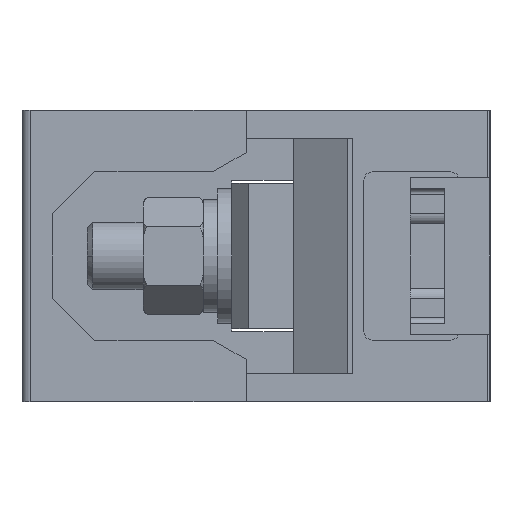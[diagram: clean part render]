
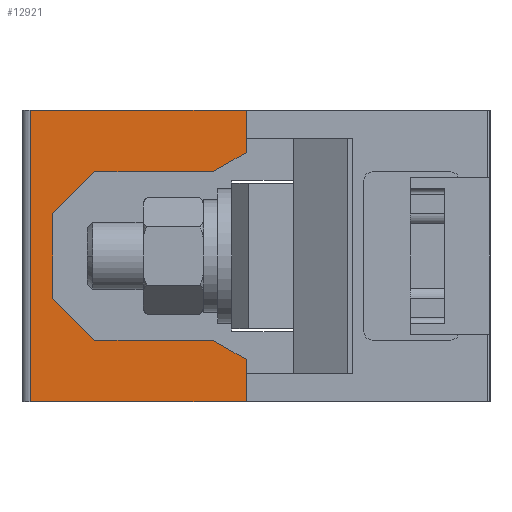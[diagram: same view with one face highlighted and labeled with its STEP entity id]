
A CAD part, left-side view. The second image highlights one B-rep face of the part: STEP entity #12921.
In plain terms, the highlighted planar face has unit normal (-1, 0, 0).
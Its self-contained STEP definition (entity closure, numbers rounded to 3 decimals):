
#593=DIRECTION('',(0.,-1.,0.));
#594=VECTOR('',#593,38.5);
#595=CARTESIAN_POINT('',(19.62,125.048,0.));
#596=LINE('',#595,#594);
#1229=DIRECTION('',(0.,0.,1.));
#1230=VECTOR('',#1229,52.);
#1231=CARTESIAN_POINT('',(19.62,125.048,-52.));
#1232=LINE('',#1231,#1230);
#1243=DIRECTION('',(0.,0.866,0.5));
#1244=VECTOR('',#1243,6.928);
#1245=CARTESIAN_POINT('',(19.62,86.548,-44.464));
#1246=LINE('',#1245,#1244);
#1250=DIRECTION('',(0.,0.,1.));
#1251=VECTOR('',#1250,7.536);
#1252=CARTESIAN_POINT('',(19.62,86.548,-52.));
#1253=LINE('',#1252,#1251);
#1257=DIRECTION('',(0.,-1.,0.));
#1258=VECTOR('',#1257,38.5);
#1259=CARTESIAN_POINT('',(19.62,125.048,-52.));
#1260=LINE('',#1259,#1258);
#1264=DIRECTION('',(0.,0.,1.));
#1265=VECTOR('',#1264,7.536);
#1266=CARTESIAN_POINT('',(19.62,86.548,-7.536));
#1267=LINE('',#1266,#1265);
#1271=DIRECTION('',(0.,-0.866,0.5));
#1272=VECTOR('',#1271,6.928);
#1273=CARTESIAN_POINT('',(19.62,92.548,-11.));
#1274=LINE('',#1273,#1272);
#1278=DIRECTION('',(0.,-0.707,0.707));
#1279=VECTOR('',#1278,10.607);
#1280=CARTESIAN_POINT('',(19.62,121.048,-18.5));
#1281=LINE('',#1280,#1279);
#1285=DIRECTION('',(0.,0.707,0.707));
#1286=VECTOR('',#1285,10.607);
#1287=CARTESIAN_POINT('',(19.62,113.548,-41.));
#1288=LINE('',#1287,#1286);
#8921=DIRECTION('',(0.,-1.,0.));
#8922=VECTOR('',#8921,21.);
#8923=CARTESIAN_POINT('',(19.62,113.548,-41.));
#8924=LINE('',#8923,#8922);
#8949=DIRECTION('',(0.,0.,-1.));
#8950=VECTOR('',#8949,15.);
#8951=CARTESIAN_POINT('',(19.62,121.048,-18.5));
#8952=LINE('',#8951,#8950);
#8977=DIRECTION('',(0.,1.,0.));
#8978=VECTOR('',#8977,21.);
#8979=CARTESIAN_POINT('',(19.62,92.548,-11.));
#8980=LINE('',#8979,#8978);
#10822=CARTESIAN_POINT('',(19.62,125.048,-52.));
#10823=CARTESIAN_POINT('',(19.62,125.048,0.));
#10824=VERTEX_POINT('',#10822);
#10825=VERTEX_POINT('',#10823);
#10830=CARTESIAN_POINT('',(19.62,86.548,-52.));
#10831=CARTESIAN_POINT('',(19.62,86.548,
-44.464));
#10832=VERTEX_POINT('',#10830);
#10833=VERTEX_POINT('',#10831);
#10834=CARTESIAN_POINT('',(19.62,86.548,0.));
#10835=VERTEX_POINT('',#10834);
#10836=CARTESIAN_POINT('',(19.62,86.548,
-7.536));
#10837=VERTEX_POINT('',#10836);
#10838=CARTESIAN_POINT('',(19.62,92.548,-11.));
#10839=VERTEX_POINT('',#10838);
#10840=CARTESIAN_POINT('',(19.62,113.548,-11.));
#10841=VERTEX_POINT('',#10840);
#10842=CARTESIAN_POINT('',(19.62,121.048,-18.5));
#10843=VERTEX_POINT('',#10842);
#10844=CARTESIAN_POINT('',(19.62,121.048,-33.5));
#10845=VERTEX_POINT('',#10844);
#10846=CARTESIAN_POINT('',(19.62,113.548,-41.));
#10847=VERTEX_POINT('',#10846);
#10848=CARTESIAN_POINT('',(19.62,92.548,-41.));
#10849=VERTEX_POINT('',#10848);
#12893=CARTESIAN_POINT('',(19.62,125.048,0.));
#12894=DIRECTION('',(-1.,0.,0.));
#12895=DIRECTION('',(0.,1.,0.));
#12896=AXIS2_PLACEMENT_3D('',#12893,#12894,#12895);
#12897=PLANE('',#12896);
#12899=ORIENTED_EDGE('',*,*,#12898,.F.);
#12901=ORIENTED_EDGE('',*,*,#12900,.F.);
#12902=ORIENTED_EDGE('',*,*,#12048,.F.);
#12903=ORIENTED_EDGE('',*,*,#12879,.T.);
#12904=ORIENTED_EDGE('',*,*,#12194,.T.);
#12906=ORIENTED_EDGE('',*,*,#12905,.F.);
#12908=ORIENTED_EDGE('',*,*,#12907,.F.);
#12910=ORIENTED_EDGE('',*,*,#12909,.T.);
#12912=ORIENTED_EDGE('',*,*,#12911,.F.);
#12914=ORIENTED_EDGE('',*,*,#12913,.T.);
#12916=ORIENTED_EDGE('',*,*,#12915,.F.);
#12918=ORIENTED_EDGE('',*,*,#12917,.T.);
#12919=EDGE_LOOP('',(#12899,#12901,#12902,#12903,#12904,#12906,#12908,#12910,
#12912,#12914,#12916,#12918));
#12920=FACE_OUTER_BOUND('',#12919,.F.);
#12048=EDGE_CURVE('',#10824,#10832,#1260,.T.);
#12194=EDGE_CURVE('',#10825,#10835,#596,.T.);
#12879=EDGE_CURVE('',#10824,#10825,#1232,.T.);
#12898=EDGE_CURVE('',#10833,#10849,#1246,.T.);
#12900=EDGE_CURVE('',#10832,#10833,#1253,.T.);
#12905=EDGE_CURVE('',#10837,#10835,#1267,.T.);
#12907=EDGE_CURVE('',#10839,#10837,#1274,.T.);
#12909=EDGE_CURVE('',#10839,#10841,#8980,.T.);
#12911=EDGE_CURVE('',#10843,#10841,#1281,.T.);
#12913=EDGE_CURVE('',#10843,#10845,#8952,.T.);
#12915=EDGE_CURVE('',#10847,#10845,#1288,.T.);
#12917=EDGE_CURVE('',#10847,#10849,#8924,.T.);
#12921=ADVANCED_FACE('',(#12920),#12897,.T.);
